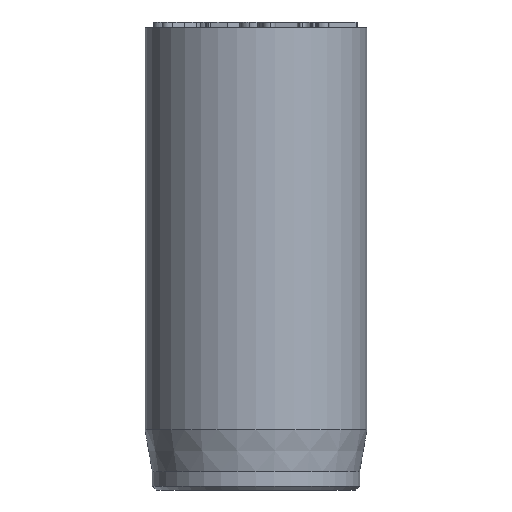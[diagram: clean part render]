
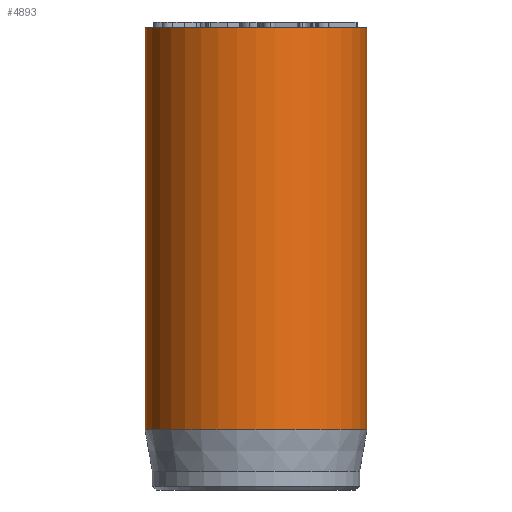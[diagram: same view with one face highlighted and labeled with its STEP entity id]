
A CAD part, front view. The second image highlights one B-rep face of the part: STEP entity #4893.
In plain terms, the highlighted cylindrical face has radius 6 mm (diameter 12 mm), a full revolution.
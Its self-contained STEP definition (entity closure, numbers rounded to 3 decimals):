
#32=CYLINDRICAL_SURFACE('',#5099,6.);
#46=CIRCLE('',#5066,6.);
#62=CIRCLE('',#5097,6.);
#63=CIRCLE('',#5098,6.);
#403=FACE_OUTER_BOUND('',#693,.T.);
#693=EDGE_LOOP('',(#4205,#4206,#4207,#4208,#4209));
#1042=LINE('',#8855,#1409);
#1409=VECTOR('',#5619,6.);
#2196=VERTEX_POINT('',#8794);
#2212=VERTEX_POINT('',#8849);
#2213=VERTEX_POINT('',#8850);
#2869=EDGE_CURVE('',#2196,#2196,#46,.T.);
#2893=EDGE_CURVE('',#2212,#2213,#62,.T.);
#2894=EDGE_CURVE('',#2213,#2212,#63,.T.);
#2896=EDGE_CURVE('',#2196,#2212,#1042,.T.);
#4205=ORIENTED_EDGE('',*,*,#2869,.T.);
#4206=ORIENTED_EDGE('',*,*,#2896,.T.);
#4207=ORIENTED_EDGE('',*,*,#2893,.T.);
#4208=ORIENTED_EDGE('',*,*,#2894,.T.);
#4209=ORIENTED_EDGE('',*,*,#2896,.F.);
#4893=ADVANCED_FACE('',(#403),#32,.T.);
#5066=AXIS2_PLACEMENT_3D('',#8795,#5542,#5543);
#5097=AXIS2_PLACEMENT_3D('',#8851,#5612,#5613);
#5098=AXIS2_PLACEMENT_3D('',#8852,#5614,#5615);
#5099=AXIS2_PLACEMENT_3D('',#8854,#5617,#5618);
#5542=DIRECTION('center_axis',(0.,0.,-1.));
#5543=DIRECTION('ref_axis',(-1.,0.,0.));
#5612=DIRECTION('center_axis',(0.,0.,1.));
#5613=DIRECTION('ref_axis',(-1.,0.,0.));
#5614=DIRECTION('center_axis',(0.,0.,1.));
#5615=DIRECTION('ref_axis',(-1.,0.,0.));
#5617=DIRECTION('center_axis',(0.,0.,1.));
#5618=DIRECTION('ref_axis',(-1.,0.,0.));
#5619=DIRECTION('',(0.,0.,-1.));
#8794=CARTESIAN_POINT('',(6.,0.,25.));
#8795=CARTESIAN_POINT('Origin',(0.,0.,25.));
#8849=CARTESIAN_POINT('',(6.,0.,3.269));
#8850=CARTESIAN_POINT('',(-6.,0.,3.269));
#8851=CARTESIAN_POINT('Origin',(0.,0.,3.269));
#8852=CARTESIAN_POINT('Origin',(0.,0.,3.269));
#8854=CARTESIAN_POINT('Origin',(0.,0.,0.));
#8855=CARTESIAN_POINT('',(6.,0.,0.));
